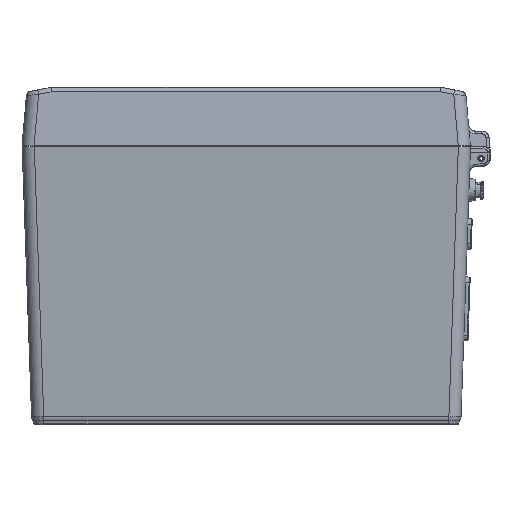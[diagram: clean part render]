
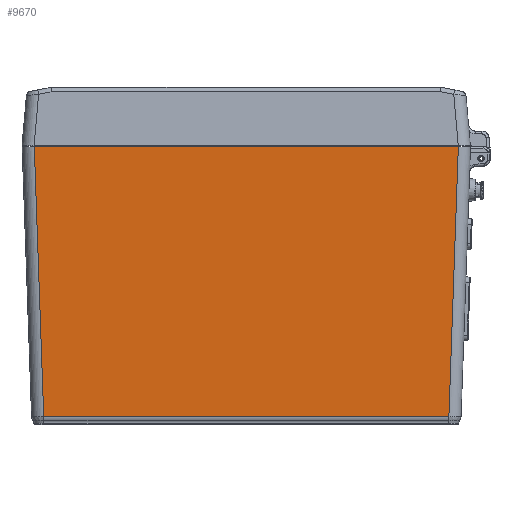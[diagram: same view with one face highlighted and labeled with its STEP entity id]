
A CAD part, front view. The second image highlights one B-rep face of the part: STEP entity #9670.
In plain terms, the highlighted planar face has unit normal (0, -0.999, -0.035).
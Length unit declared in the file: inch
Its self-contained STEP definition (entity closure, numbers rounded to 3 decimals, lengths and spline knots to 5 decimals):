
#553 = CARTESIAN_POINT ( 'NONE',  ( -6.05632, -5.0836, -3.79926 ) ) ;
#554 = CARTESIAN_POINT ( 'NONE',  ( 4.35912, -5.0836, -3.79926 ) ) ;
#569 = CARTESIAN_POINT ( 'NONE',  ( 4.60159, -5.32608, 3.1443 ) ) ;
#572 = CARTESIAN_POINT ( 'NONE',  ( -6.29879, -5.32608, 3.1443 ) ) ;
#9670 = ADVANCED_FACE ( 'NONE', ( #75109 ), #75112, .T. ) ;
#10551 = VERTEX_POINT ( 'NONE', #553 ) ;
#10552 = VERTEX_POINT ( 'NONE', #554 ) ;
#10567 = VERTEX_POINT ( 'NONE', #569 ) ;
#10570 = VERTEX_POINT ( 'NONE', #572 ) ;
#12279 = EDGE_LOOP ( 'NONE', ( #26848, #26850, #26852, #26854 ) ) ;
#14814 = EDGE_CURVE ( 'NONE', #10570, #10567, #36290, .T. ) ;
#14914 = EDGE_CURVE ( 'NONE', #10570, #10551, #36514, .T. ) ;
#14918 = EDGE_CURVE ( 'NONE', #10551, #10552, #36529, .T. ) ;
#14921 = EDGE_CURVE ( 'NONE', #10552, #10567, #36535, .T. ) ;
#26848 = ORIENTED_EDGE ( 'NONE', *, *, #14914, .T. ) ;
#26850 = ORIENTED_EDGE ( 'NONE', *, *, #14918, .T. ) ;
#26852 = ORIENTED_EDGE ( 'NONE', *, *, #14921, .T. ) ;
#26854 = ORIENTED_EDGE ( 'NONE', *, *, #14814, .F. ) ;
#32639 = VECTOR ( 'NONE', #36294, 39.37008 ) ;
#32690 = VECTOR ( 'NONE', #36537, 39.37008 ) ;
#32692 = VECTOR ( 'NONE', #36523, 39.37008 ) ;
#32693 = VECTOR ( 'NONE', #36531, 39.37008 ) ;
#36289 = CARTESIAN_POINT ( 'NONE',  ( -6.36229, -5.32608, 3.1443 ) ) ;
#36290 = LINE ( 'NONE', #36289, #32639 ) ;
#36294 = DIRECTION ( 'NONE',  ( 1., 0., 0. ) ) ;
#36514 = LINE ( 'NONE', #36521, #32692 ) ;
#36521 = CARTESIAN_POINT ( 'NONE',  ( -6.05036, -5.07765, -3.96982 ) ) ;
#36523 = DIRECTION ( 'NONE',  ( 0.035, 0.035, -0.999 ) ) ;
#36529 = LINE ( 'NONE', #36530, #32693 ) ;
#36530 = CARTESIAN_POINT ( 'NONE',  ( 4.35278, -5.0836, -3.79926 ) ) ;
#36531 = DIRECTION ( 'NONE',  ( 1., 0., 0. ) ) ;
#36535 = LINE ( 'NONE', #36536, #32690 ) ;
#36536 = CARTESIAN_POINT ( 'NONE',  ( 4.33975, -5.06423, -4.35397 ) ) ;
#36537 = DIRECTION ( 'NONE',  ( 0.035, -0.035, 0.999 ) ) ;
#70425 = AXIS2_PLACEMENT_3D ( 'NONE', #75147, #75149, #75151 ) ;
#75109 = FACE_OUTER_BOUND ( 'NONE', #12279, .T. ) ;
#75112 = PLANE ( 'NONE',  #70425 ) ;
#75147 = CARTESIAN_POINT ( 'NONE',  ( -6.36229, -5.07727, -3.9807 ) ) ;
#75149 = DIRECTION ( 'NONE',  ( 0., -0.999, -0.035 ) ) ;
#75151 = DIRECTION ( 'NONE',  ( 0., 0.035, -0.999 ) ) ;
